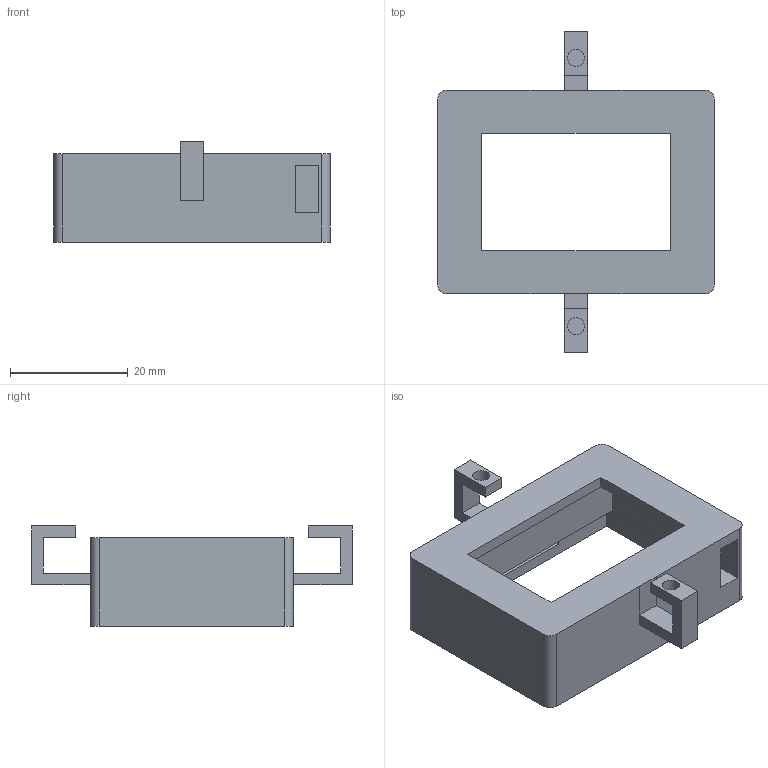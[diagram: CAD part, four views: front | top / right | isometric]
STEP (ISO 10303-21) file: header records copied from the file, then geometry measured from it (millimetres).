
FILE_DESCRIPTION(('FreeCAD Model'),'2;1');
FILE_NAME('battery_base_v2.step','2018-03-13T17:35:46',('Author'),(''), 'Open CASCADE STEP processor 6.8','FreeCAD','Unknown');
FILE_SCHEMA(('AUTOMOTIVE_DESIGN_CC2 { 1 2 10303 214 -1 1 5 4 }'));
Length unit declared in the file: millimetre
Products named in the file (1): Pocket009
Bounding box: 47 x 54.5 x 17 mm (x, y, z)
Volume: 8288.5 mm3; surface area: 7171.9 mm2
Topology: 1 solids, 1 shells, 61 faces, 162 edges, 103 vertices
Faces by surface type: plane 55, cylinder 6
Full cylindrical faces by diameter (mm): 2.882 x2
Entity records: 4009 total; most frequent: CARTESIAN_POINT 687, DIRECTION 616, LINE 462, VECTOR 462, ORIENTED_EDGE 324, PCURVE 324, DEFINITIONAL_REPRESENTATION 324, EDGE_CURVE 162
